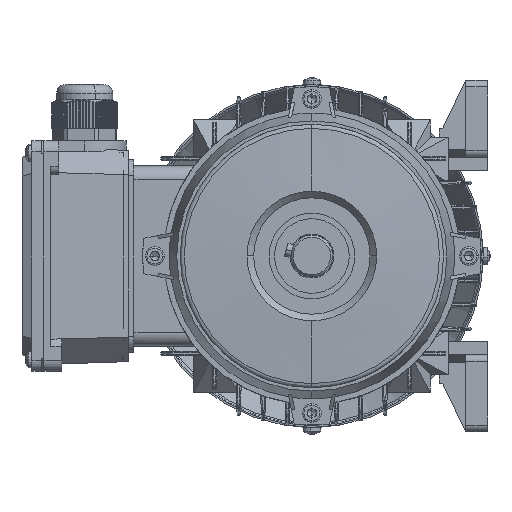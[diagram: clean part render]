
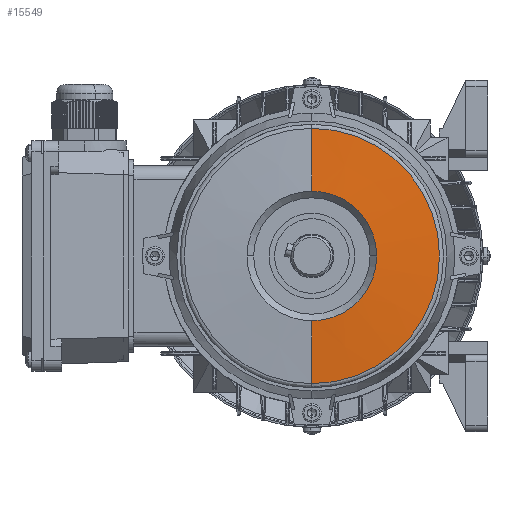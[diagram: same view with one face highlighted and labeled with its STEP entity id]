
A CAD part, left-side view. The second image highlights one B-rep face of the part: STEP entity #15549.
In plain terms, the highlighted conical face has half-angle 86.229 degrees and reference radius 58.132 mm.
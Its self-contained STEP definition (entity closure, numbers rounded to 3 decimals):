
#13086 = VERTEX_POINT ( 'NONE', #93642 ) ;
#13090 = EDGE_CURVE ( 'NONE', #13091, #13086, #93637, .T. ) ;
#13091 = VERTEX_POINT ( 'NONE', #93632 ) ;
#13210 = VERTEX_POINT ( 'NONE', #93904 ) ;
#13214 = EDGE_CURVE ( 'NONE', #13210, #13086, #93897, .T. ) ;
#13222 = EDGE_CURVE ( 'NONE', #13223, #13091, #93884, .T. ) ;
#13223 = VERTEX_POINT ( 'NONE', #93879 ) ;
#13279 = EDGE_CURVE ( 'NONE', #13280, #13223, #94018, .T. ) ;
#13280 = VERTEX_POINT ( 'NONE', #94014 ) ;
#15469 = ORIENTED_EDGE ( 'NONE', *, *, #13222, .T. ) ;
#15471 = ORIENTED_EDGE ( 'NONE', *, *, #13090, .T. ) ;
#15507 = EDGE_CURVE ( 'NONE', #13210, #13280, #37697, .T. ) ;
#15549 = ADVANCED_FACE ( 'NONE', ( #37767 ), #37770, .T. ) ;
#15550 = EDGE_LOOP ( 'NONE', ( #15552, #15555, #15557, #15469, #15471 ) ) ;
#15552 = ORIENTED_EDGE ( 'NONE', *, *, #13214, .F. ) ;
#15555 = ORIENTED_EDGE ( 'NONE', *, *, #15507, .T. ) ;
#15557 = ORIENTED_EDGE ( 'NONE', *, *, #13279, .T. ) ;
#37696 = AXIS2_PLACEMENT_3D ( 'NONE', #37704, #37744, #37743 ) ;
#37697 = CIRCLE ( 'NONE', #37696, 29.5 ) ;
#37704 = CARTESIAN_POINT ( 'NONE',  ( 0., 0., 29.846 ) ) ;
#37743 = DIRECTION ( 'NONE',  ( -1., 0., 0. ) ) ;
#37744 = DIRECTION ( 'NONE',  ( 0., 0., -1. ) ) ;
#37767 = FACE_OUTER_BOUND ( 'NONE', #15550, .T. ) ;
#37769 = AXIS2_PLACEMENT_3D ( 'NONE', #37811, #37810, #37809 ) ;
#37770 = CONICAL_SURFACE ( 'NONE', #37769, 58.132, 1.505 ) ;
#37809 = DIRECTION ( 'NONE',  ( -1., 0., 0. ) ) ;
#37810 = DIRECTION ( 'NONE',  ( 0., 0., -1. ) ) ;
#37811 = CARTESIAN_POINT ( 'NONE',  ( 0., 0., 27.959 ) ) ;
#93632 = CARTESIAN_POINT ( 'NONE',  ( -58.132, 0., 27.959 ) ) ;
#93633 = DIRECTION ( 'NONE',  ( -1., 0., 0. ) ) ;
#93634 = DIRECTION ( 'NONE',  ( 0., 0., 1. ) ) ;
#93635 = CARTESIAN_POINT ( 'NONE',  ( 0., 0., 27.959 ) ) ;
#93636 = AXIS2_PLACEMENT_3D ( 'NONE', #93635, #93634, #93633 ) ;
#93637 = CIRCLE ( 'NONE', #93636, 58.132 ) ;
#93642 = CARTESIAN_POINT ( 'NONE',  ( 58.132, 0., 27.959 ) ) ;
#93879 = CARTESIAN_POINT ( 'NONE',  ( -29.5, 0., 29.846 ) ) ;
#93880 = DIRECTION ( 'NONE',  ( -0.998, 0., -0.066 ) ) ;
#93881 = VECTOR ( 'NONE', #93880, 1000. ) ;
#93882 = CARTESIAN_POINT ( 'NONE',  ( -58.132, 0., 27.959 ) ) ;
#93884 = LINE ( 'NONE', #93882, #93881 ) ;
#93894 = DIRECTION ( 'NONE',  ( 0.998, 0., -0.066 ) ) ;
#93895 = VECTOR ( 'NONE', #93894, 1000. ) ;
#93896 = CARTESIAN_POINT ( 'NONE',  ( 58.132, 0., 27.959 ) ) ;
#93897 = LINE ( 'NONE', #93896, #93895 ) ;
#93904 = CARTESIAN_POINT ( 'NONE',  ( 29.5, 0., 29.846 ) ) ;
#94014 = CARTESIAN_POINT ( 'NONE',  ( 0., -29.5, 29.846 ) ) ;
#94015 = DIRECTION ( 'NONE',  ( -1., 0., 0. ) ) ;
#94016 = DIRECTION ( 'NONE',  ( 0., 0., -1. ) ) ;
#94017 = AXIS2_PLACEMENT_3D ( 'NONE', #94023, #94016, #94015 ) ;
#94018 = CIRCLE ( 'NONE', #94017, 29.5 ) ;
#94023 = CARTESIAN_POINT ( 'NONE',  ( 0., 0., 29.846 ) ) ;
